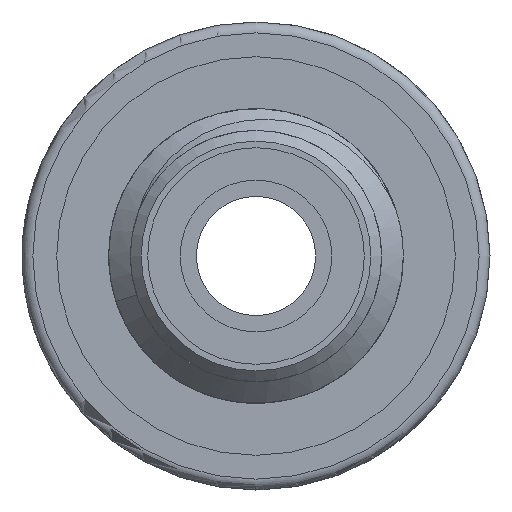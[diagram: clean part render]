
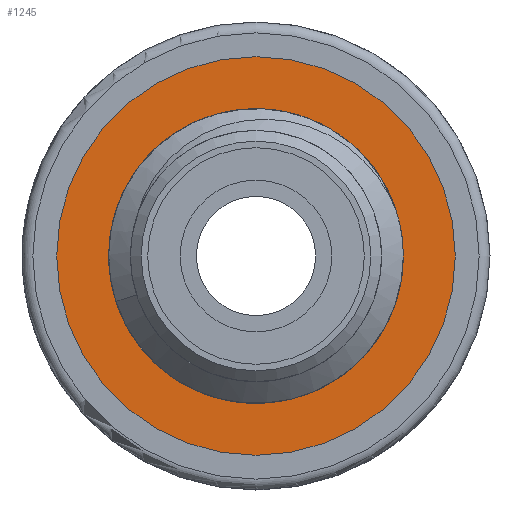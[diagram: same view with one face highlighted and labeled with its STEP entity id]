
A CAD part, front view. The second image highlights one B-rep face of the part: STEP entity #1245.
In plain terms, the highlighted planar face has unit normal (0, -1, 0).
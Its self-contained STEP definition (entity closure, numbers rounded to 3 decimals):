
#46=FACE_BOUND('',#230,.T.);
#58=PLANE('',#1420);
#144=FACE_OUTER_BOUND('',#229,.T.);
#229=EDGE_LOOP('',(#1102));
#230=EDGE_LOOP('',(#1103));
#240=CIRCLE('',#1275,6.8);
#276=CIRCLE('',#1335,9.2);
#469=VERTEX_POINT('',#1808);
#529=VERTEX_POINT('',#2670);
#584=EDGE_CURVE('',#469,#469,#240,.T.);
#665=EDGE_CURVE('',#529,#529,#276,.T.);
#1102=ORIENTED_EDGE('',*,*,#665,.T.);
#1103=ORIENTED_EDGE('',*,*,#584,.T.);
#1245=ADVANCED_FACE('',(#144,#46),#58,.F.);
#1275=AXIS2_PLACEMENT_3D('',#1810,#1437,#1438);
#1335=AXIS2_PLACEMENT_3D('',#2671,#1581,#1582);
#1420=AXIS2_PLACEMENT_3D('',#3524,#1758,#1759);
#1437=DIRECTION('center_axis',(0.,1.,0.));
#1438=DIRECTION('ref_axis',(-1.,0.,0.));
#1581=DIRECTION('center_axis',(0.,-1.,0.));
#1582=DIRECTION('ref_axis',(-1.,0.,0.));
#1758=DIRECTION('center_axis',(0.,1.,0.));
#1759=DIRECTION('ref_axis',(0.,0.,1.));
#1808=CARTESIAN_POINT('',(6.8,-12.4,0.));
#1810=CARTESIAN_POINT('Origin',(0.,-12.4,0.));
#2670=CARTESIAN_POINT('',(9.2,-12.4,0.));
#2671=CARTESIAN_POINT('Origin',(0.,-12.4,0.));
#3524=CARTESIAN_POINT('Origin',(0.,-12.4,0.));
